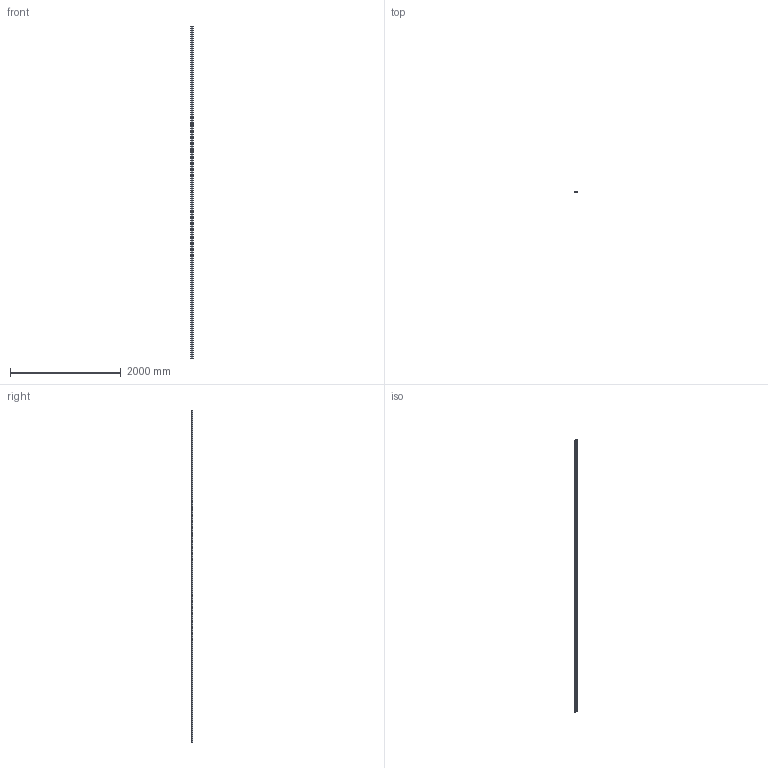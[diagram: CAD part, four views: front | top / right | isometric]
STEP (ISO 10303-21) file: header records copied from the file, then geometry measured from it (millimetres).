
FILE_DESCRIPTION (( 'STEP AP203' ), '1' );
FILE_NAME ('2011-6.STEP', '2022-04-27T10:57:59', ( '' ), ( '' ), 'SwSTEP 2.0', 'SolidWorks 2018', '' );
FILE_SCHEMA (( 'CONFIG_CONTROL_DESIGN' ));
Length unit declared in the file: millimetre
Products named in the file (1): 2011-6
Bounding box: 50 x 22.37 x 6000 mm (x, y, z)
Volume: 3872041.7 mm3; surface area: 890173.6 mm2
Topology: 1 solids, 1 shells, 233 faces, 633 edges, 422 vertices
Faces by surface type: plane 130, bspline 92, cylinder 11
Entity records: 11606 total; most frequent: CARTESIAN_POINT 6253, ORIENTED_EDGE 1266, DIRECTION 755, EDGE_CURVE 633, VECTOR 427, LINE 427, VERTEX_POINT 422, EDGE_LOOP 253
